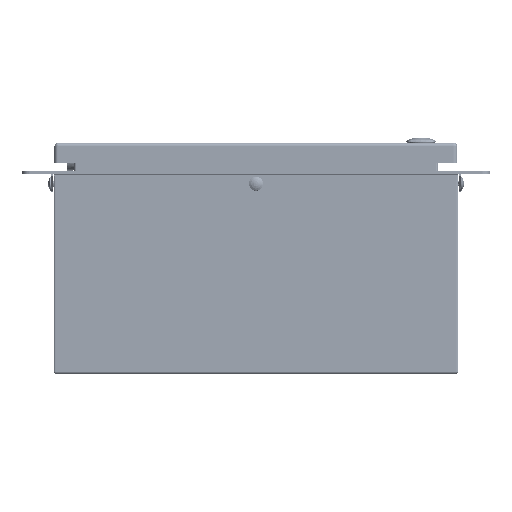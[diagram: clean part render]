
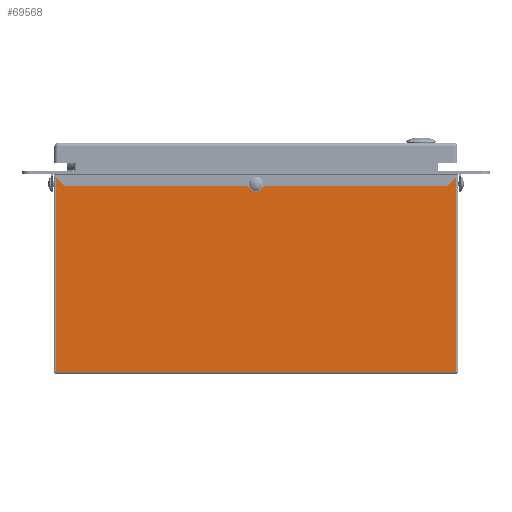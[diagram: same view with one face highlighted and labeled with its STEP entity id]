
A CAD part, front view. The second image highlights one B-rep face of the part: STEP entity #69568.
In plain terms, the highlighted planar face has unit normal (0, -1, 0).
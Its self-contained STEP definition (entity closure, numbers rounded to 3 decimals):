
#1588=FACE_BOUND('',#21166,.T.);
#7012=LINE('',#98016,#11373);
#7018=LINE('',#98034,#11379);
#7022=LINE('',#98049,#11383);
#7023=LINE('',#98055,#11384);
#11373=VECTOR('',#81133,0.394);
#11379=VECTOR('',#81153,0.394);
#11383=VECTOR('',#81169,0.394);
#11384=VECTOR('',#81178,0.394);
#16866=FACE_OUTER_BOUND('',#21165,.T.);
#21165=EDGE_LOOP('',(#46335,#46336,#46337,#46338));
#21166=EDGE_LOOP('',(#46339));
#25643=CIRCLE('',#74709,0.145);
#28269=VERTEX_POINT('',#97431);
#28352=VERTEX_POINT('',#98007);
#28355=VERTEX_POINT('',#98014);
#28360=VERTEX_POINT('',#98033);
#28364=VERTEX_POINT('',#98045);
#35122=EDGE_CURVE('',#28269,#28269,#25643,.T.);
#35258=EDGE_CURVE('',#28355,#28352,#7012,.T.);
#35267=EDGE_CURVE('',#28352,#28360,#7018,.T.);
#35275=EDGE_CURVE('',#28360,#28364,#7022,.T.);
#35278=EDGE_CURVE('',#28355,#28364,#7023,.T.);
#46335=ORIENTED_EDGE('',*,*,#35258,.F.);
#46336=ORIENTED_EDGE('',*,*,#35278,.T.);
#46337=ORIENTED_EDGE('',*,*,#35275,.F.);
#46338=ORIENTED_EDGE('',*,*,#35267,.F.);
#46339=ORIENTED_EDGE('',*,*,#35122,.T.);
#68021=PLANE('',#74842);
#69568=ADVANCED_FACE('',(#16866,#1588),#68021,.F.);
#74709=AXIS2_PLACEMENT_3D('',#97433,#80839,#80840);
#74842=AXIS2_PLACEMENT_3D('',#98054,#81176,#81177);
#80839=DIRECTION('center_axis',(0.,1.,0.));
#80840=DIRECTION('ref_axis',(-1.,0.,0.));
#81133=DIRECTION('',(0.,0.,1.));
#81153=DIRECTION('',(1.,0.,0.));
#81169=DIRECTION('',(0.,0.,-1.));
#81176=DIRECTION('center_axis',(0.,1.,0.));
#81177=DIRECTION('ref_axis',(0.,0.,1.));
#81178=DIRECTION('',(1.,0.,0.));
#97431=CARTESIAN_POINT('',(0.145,-10.,7.514));
#97433=CARTESIAN_POINT('Origin',(0.,-10.,
7.514));
#98007=CARTESIAN_POINT('',(-7.916,-10.,7.916));
#98014=CARTESIAN_POINT('',(-7.916,-10.,0.084));
#98016=CARTESIAN_POINT('',(-7.916,-10.,7.916));
#98033=CARTESIAN_POINT('',(7.916,-10.,7.916));
#98034=CARTESIAN_POINT('',(-7.078,-10.,7.916));
#98045=CARTESIAN_POINT('',(7.916,-10.,0.084));
#98049=CARTESIAN_POINT('',(7.916,-10.,7.916));
#98054=CARTESIAN_POINT('Origin',(7.078,-10.,7.916));
#98055=CARTESIAN_POINT('',(0.,-10.,0.084));
